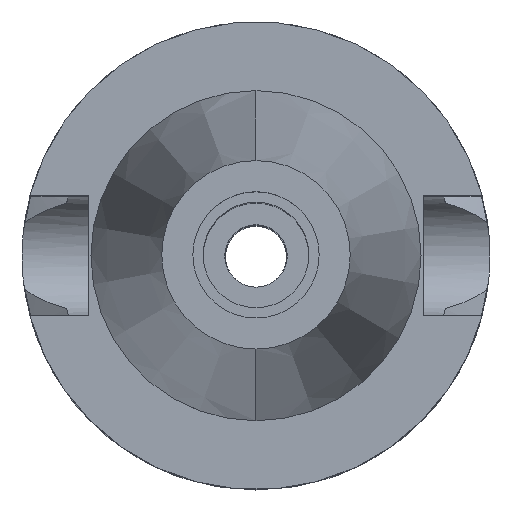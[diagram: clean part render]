
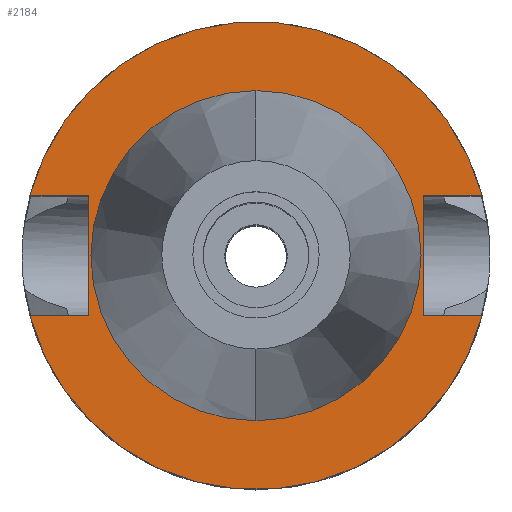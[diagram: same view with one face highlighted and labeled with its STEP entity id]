
A CAD part, top view. The second image highlights one B-rep face of the part: STEP entity #2184.
In plain terms, the highlighted planar face has unit normal (0, 0, 1).
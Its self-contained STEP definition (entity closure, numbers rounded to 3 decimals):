
#106 = CARTESIAN_POINT ( 'NONE',  ( -30.454, -8.05, -1. ) ) ;
#130 = DIRECTION ( 'NONE',  ( 0., 0., -1. ) ) ;
#141 = CARTESIAN_POINT ( 'NONE',  ( 22.5, 8.05, -1. ) ) ;
#145 = DIRECTION ( 'NONE',  ( 0., -1., 0. ) ) ;
#156 = LINE ( 'NONE', #141, #2089 ) ;
#179 = CARTESIAN_POINT ( 'NONE',  ( -22.5, 8.05, -1. ) ) ;
#186 = CARTESIAN_POINT ( 'NONE',  ( 0., 0., -1. ) ) ;
#192 = AXIS2_PLACEMENT_3D ( 'NONE', #186, #1093, #1773 ) ;
#242 = ORIENTED_EDGE ( 'NONE', *, *, #1660, .F. ) ;
#245 = DIRECTION ( 'NONE',  ( 0., 0., -1. ) ) ;
#321 = ORIENTED_EDGE ( 'NONE', *, *, #2781, .F. ) ;
#358 = EDGE_CURVE ( 'NONE', #854, #2691, #799, .T. ) ;
#383 = DIRECTION ( 'NONE',  ( 0., 1., 0. ) ) ;
#396 = VECTOR ( 'NONE', #828, 1000. ) ;
#404 = VECTOR ( 'NONE', #383, 1000. ) ;
#414 = VERTEX_POINT ( 'NONE', #106 ) ;
#418 = CARTESIAN_POINT ( 'NONE',  ( 0., 0., -1. ) ) ;
#480 = DIRECTION ( 'NONE',  ( 0., 1., 0. ) ) ;
#520 = EDGE_LOOP ( 'NONE', ( #1320, #2185, #766, #2832, #2743, #321, #2705, #242 ) ) ;
#580 = VECTOR ( 'NONE', #1534, 1000. ) ;
#596 = DIRECTION ( 'NONE',  ( 0., 0., 1. ) ) ;
#598 = VERTEX_POINT ( 'NONE', #1960 ) ;
#652 = CARTESIAN_POINT ( 'NONE',  ( -30.454, 8.05, -1. ) ) ;
#668 = CARTESIAN_POINT ( 'NONE',  ( 0., 22.225, -1. ) ) ;
#710 = LINE ( 'NONE', #2059, #1056 ) ;
#766 = ORIENTED_EDGE ( 'NONE', *, *, #1143, .F. ) ;
#779 = CARTESIAN_POINT ( 'NONE',  ( -22.5, -8.05, -1. ) ) ;
#799 = LINE ( 'NONE', #1029, #396 ) ;
#806 = VERTEX_POINT ( 'NONE', #2671 ) ;
#820 = EDGE_CURVE ( 'NONE', #1717, #414, #1358, .T. ) ;
#828 = DIRECTION ( 'NONE',  ( -1., 0., 0. ) ) ;
#854 = VERTEX_POINT ( 'NONE', #179 ) ;
#878 = EDGE_CURVE ( 'NONE', #2803, #1999, #2435, .T. ) ;
#930 = AXIS2_PLACEMENT_3D ( 'NONE', #2860, #130, #145 ) ;
#970 = EDGE_CURVE ( 'NONE', #2403, #2665, #1171, .T. ) ;
#1029 = CARTESIAN_POINT ( 'NONE',  ( -22.5, 8.05, -1. ) ) ;
#1056 = VECTOR ( 'NONE', #2012, 1000. ) ;
#1068 = FACE_BOUND ( 'NONE', #2902, .T. ) ;
#1093 = DIRECTION ( 'NONE',  ( 0., 0., 1. ) ) ;
#1136 = CARTESIAN_POINT ( 'NONE',  ( -22.5, -8.05, -1. ) ) ;
#1143 = EDGE_CURVE ( 'NONE', #1999, #598, #710, .T. ) ;
#1151 = CARTESIAN_POINT ( 'NONE',  ( 22.5, 8.05, -1. ) ) ;
#1155 = AXIS2_PLACEMENT_3D ( 'NONE', #418, #2017, #480 ) ;
#1171 = CIRCLE ( 'NONE', #1989, 22.225 ) ;
#1180 = CARTESIAN_POINT ( 'NONE',  ( 0., -22.225, -1. ) ) ;
#1288 = CIRCLE ( 'NONE', #192, 22.225 ) ;
#1320 = ORIENTED_EDGE ( 'NONE', *, *, #820, .T. ) ;
#1358 = LINE ( 'NONE', #1136, #580 ) ;
#1461 = CIRCLE ( 'NONE', #2505, 31.5 ) ;
#1525 = ORIENTED_EDGE ( 'NONE', *, *, #970, .F. ) ;
#1534 = DIRECTION ( 'NONE',  ( -1., 0., 0. ) ) ;
#1660 = EDGE_CURVE ( 'NONE', #1717, #854, #2822, .T. ) ;
#1717 = VERTEX_POINT ( 'NONE', #779 ) ;
#1767 = CARTESIAN_POINT ( 'NONE',  ( 0., 0., -1. ) ) ;
#1773 = DIRECTION ( 'NONE',  ( 0., 1., 0. ) ) ;
#1811 = CARTESIAN_POINT ( 'NONE',  ( 22.5, -8.05, -1. ) ) ;
#1894 = DIRECTION ( 'NONE',  ( 1., 0., 0. ) ) ;
#1942 = CARTESIAN_POINT ( 'NONE',  ( 0., 0., -1. ) ) ;
#1960 = CARTESIAN_POINT ( 'NONE',  ( 30.454, -8.05, -1. ) ) ;
#1967 = PLANE ( 'NONE',  #930 ) ;
#1989 = AXIS2_PLACEMENT_3D ( 'NONE', #1942, #596, #2879 ) ;
#1999 = VERTEX_POINT ( 'NONE', #1811 ) ;
#2012 = DIRECTION ( 'NONE',  ( 1., 0., 0. ) ) ;
#2017 = DIRECTION ( 'NONE',  ( 0., 0., -1. ) ) ;
#2059 = CARTESIAN_POINT ( 'NONE',  ( 22.5, -8.05, -1. ) ) ;
#2062 = ORIENTED_EDGE ( 'NONE', *, *, #2816, .F. ) ;
#2089 = VECTOR ( 'NONE', #1894, 1000. ) ;
#2131 = FACE_OUTER_BOUND ( 'NONE', #520, .T. ) ;
#2184 = ADVANCED_FACE ( 'NONE', ( #2131, #1068 ), #1967, .F. ) ;
#2185 = ORIENTED_EDGE ( 'NONE', *, *, #2725, .F. ) ;
#2230 = VECTOR ( 'NONE', #2641, 1000. ) ;
#2313 = CIRCLE ( 'NONE', #1155, 31.5 ) ;
#2403 = VERTEX_POINT ( 'NONE', #1180 ) ;
#2435 = LINE ( 'NONE', #2658, #2230 ) ;
#2505 = AXIS2_PLACEMENT_3D ( 'NONE', #1767, #245, #2650 ) ;
#2588 = EDGE_CURVE ( 'NONE', #2803, #806, #156, .T. ) ;
#2617 = CARTESIAN_POINT ( 'NONE',  ( -22.5, -8.05, -1. ) ) ;
#2641 = DIRECTION ( 'NONE',  ( 0., -1., 0. ) ) ;
#2650 = DIRECTION ( 'NONE',  ( 0., -1., 0. ) ) ;
#2658 = CARTESIAN_POINT ( 'NONE',  ( 22.5, 8.05, -1. ) ) ;
#2665 = VERTEX_POINT ( 'NONE', #668 ) ;
#2671 = CARTESIAN_POINT ( 'NONE',  ( 30.454, 8.05, -1. ) ) ;
#2691 = VERTEX_POINT ( 'NONE', #652 ) ;
#2705 = ORIENTED_EDGE ( 'NONE', *, *, #358, .F. ) ;
#2725 = EDGE_CURVE ( 'NONE', #598, #414, #1461, .T. ) ;
#2743 = ORIENTED_EDGE ( 'NONE', *, *, #2588, .T. ) ;
#2781 = EDGE_CURVE ( 'NONE', #2691, #806, #2313, .T. ) ;
#2803 = VERTEX_POINT ( 'NONE', #1151 ) ;
#2816 = EDGE_CURVE ( 'NONE', #2665, #2403, #1288, .T. ) ;
#2822 = LINE ( 'NONE', #2617, #404 ) ;
#2832 = ORIENTED_EDGE ( 'NONE', *, *, #878, .F. ) ;
#2860 = CARTESIAN_POINT ( 'NONE',  ( 0., 0., -1. ) ) ;
#2879 = DIRECTION ( 'NONE',  ( 0., -1., 0. ) ) ;
#2902 = EDGE_LOOP ( 'NONE', ( #2062, #1525 ) ) ;
